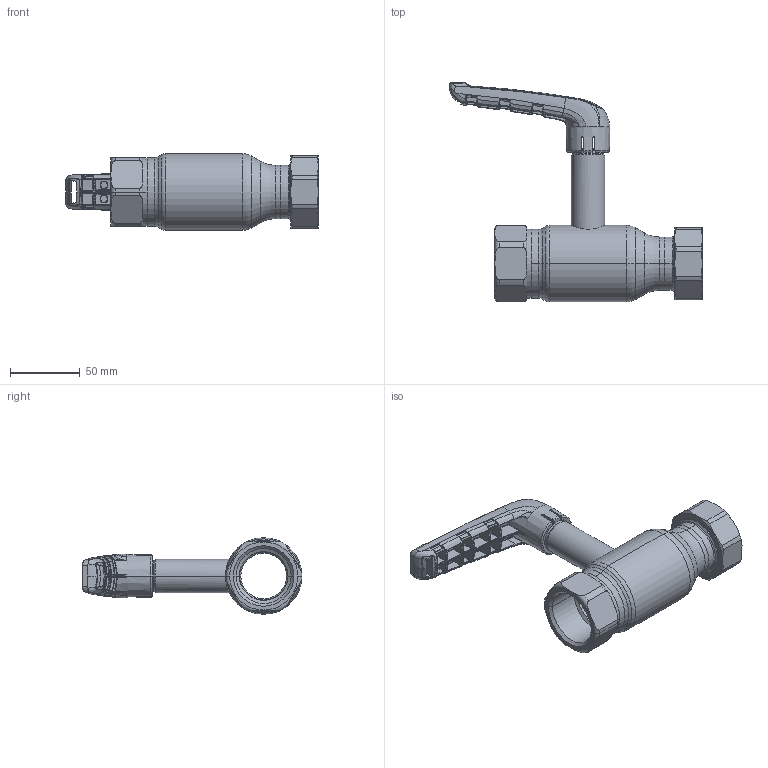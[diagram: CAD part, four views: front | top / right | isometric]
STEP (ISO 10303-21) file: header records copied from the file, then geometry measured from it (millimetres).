
FILE_DESCRIPTION (( 'STEP AP214' ), '1' );
FILE_NAME ('2032002201-xxxx.STEP', '2019-05-27T11:41:22', ( 'Broen A/S' ), ( 'Broen A/S' ), 'SwSTEP 2.0', 'SolidWorks 2017', '' );
FILE_SCHEMA (( 'AUTOMOTIVE_DESIGN' ));
Length unit declared in the file: millimetre
Products named in the file (1): 2032002201-xxxx
Bounding box: 181.77 x 158.06 x 55 mm (x, y, z)
Surface area: 58391.9 mm2 (no closed solid volume)
Topology: 0 solids, 10 shells, 755 faces, 2324 edges, 1498 vertices
Faces by surface type: bspline 549, plane 66, cylinder 61, cone 35, torus 30, sphere 14
Entity records: 56809 total; most frequent: CARTESIAN_POINT 33063, ORIENTED_EDGE 3881, EDGE_CURVE 2316, DIRECTION 1752, B_SPLINE_CURVE_WITH_KNOTS 1554, VERTEX_POINT 1496, AXIS2_PLACEMENT_3D 785, EDGE_LOOP 778
